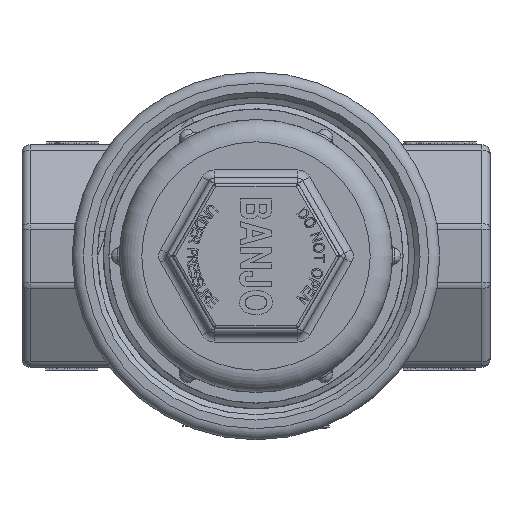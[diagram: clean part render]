
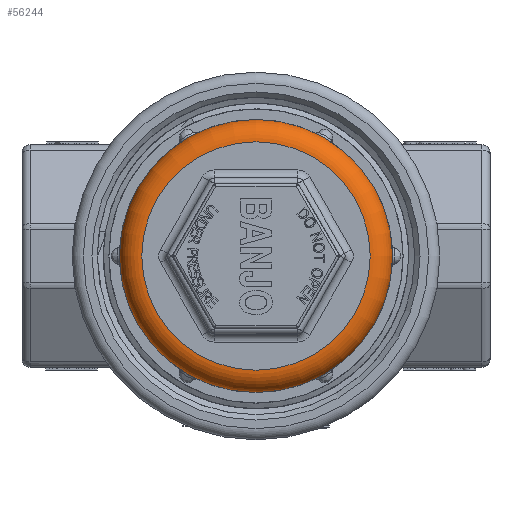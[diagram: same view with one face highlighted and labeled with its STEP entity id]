
A CAD part, front view. The second image highlights one B-rep face of the part: STEP entity #56244.
In plain terms, the highlighted toroidal (fillet/blend) face has major radius 32.544 mm and minor radius 6.35 mm.
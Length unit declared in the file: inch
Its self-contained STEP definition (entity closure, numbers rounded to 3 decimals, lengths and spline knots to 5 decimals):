
#171=TOROIDAL_SURFACE('',#59499,1.28125,0.25);
#4054=CIRCLE('',#59363,1.28125);
#4055=CIRCLE('',#59364,1.28125);
#4117=CIRCLE('',#59471,1.53125);
#4118=CIRCLE('',#59472,1.53125);
#4119=CIRCLE('',#59473,1.53125);
#4133=CIRCLE('',#59500,0.25);
#6299=FACE_OUTER_BOUND('',#9539,.T.);
#9539=EDGE_LOOP('',(#42318,#42319,#42320,#42321,#42322,#42323,#42324));
#23894=VERTEX_POINT('',#86230);
#23895=VERTEX_POINT('',#86231);
#23958=VERTEX_POINT('',#88264);
#23959=VERTEX_POINT('',#88266);
#23960=VERTEX_POINT('',#88268);
#30445=EDGE_CURVE('',#23894,#23895,#4054,.T.);
#30446=EDGE_CURVE('',#23895,#23894,#4055,.T.);
#30567=EDGE_CURVE('',#23958,#23959,#4117,.T.);
#30568=EDGE_CURVE('',#23959,#23960,#4118,.T.);
#30569=EDGE_CURVE('',#23960,#23958,#4119,.T.);
#30620=EDGE_CURVE('',#23959,#23895,#4133,.T.);
#42318=ORIENTED_EDGE('',*,*,#30569,.F.);
#42319=ORIENTED_EDGE('',*,*,#30568,.F.);
#42320=ORIENTED_EDGE('',*,*,#30620,.T.);
#42321=ORIENTED_EDGE('',*,*,#30446,.T.);
#42322=ORIENTED_EDGE('',*,*,#30445,.T.);
#42323=ORIENTED_EDGE('',*,*,#30620,.F.);
#42324=ORIENTED_EDGE('',*,*,#30567,.F.);
#56244=ADVANCED_FACE('',(#6299),#171,.T.);
#59363=AXIS2_PLACEMENT_3D('',#86232,#65651,#65652);
#59364=AXIS2_PLACEMENT_3D('',#86233,#65653,#65654);
#59471=AXIS2_PLACEMENT_3D('',#88267,#65909,#65910);
#59472=AXIS2_PLACEMENT_3D('',#88269,#65911,#65912);
#59473=AXIS2_PLACEMENT_3D('',#88270,#65913,#65914);
#59499=AXIS2_PLACEMENT_3D('',#91171,#65970,#65971);
#59500=AXIS2_PLACEMENT_3D('',#91172,#65972,#65973);
#65651=DIRECTION('center_axis',(0.,1.,0.));
#65652=DIRECTION('ref_axis',(-1.,0.,0.));
#65653=DIRECTION('center_axis',(0.,1.,0.));
#65654=DIRECTION('ref_axis',(-1.,0.,0.));
#65909=DIRECTION('center_axis',(0.,1.,0.));
#65910=DIRECTION('ref_axis',(-1.,0.,0.));
#65911=DIRECTION('center_axis',(0.,1.,0.));
#65912=DIRECTION('ref_axis',(-1.,0.,0.));
#65913=DIRECTION('center_axis',(0.,1.,0.));
#65914=DIRECTION('ref_axis',(-1.,0.,0.));
#65970=DIRECTION('center_axis',(0.,1.,0.));
#65971=DIRECTION('ref_axis',(0.,0.,1.));
#65972=DIRECTION('center_axis',(-1.,0.,0.));
#65973=DIRECTION('ref_axis',(0.,0.,-1.));
#86230=CARTESIAN_POINT('',(-1.28125,-6.785,0.));
#86231=CARTESIAN_POINT('',(0.,-6.785,-1.28125));
#86232=CARTESIAN_POINT('Origin',(0.,-6.785,0.));
#86233=CARTESIAN_POINT('Origin',(0.,-6.785,0.));
#88264=CARTESIAN_POINT('',(1.53125,-6.535,0.));
#88266=CARTESIAN_POINT('',(0.,-6.535,-1.53125));
#88267=CARTESIAN_POINT('Origin',(0.,-6.535,0.));
#88268=CARTESIAN_POINT('',(-1.53125,-6.535,0.));
#88269=CARTESIAN_POINT('Origin',(0.,-6.535,0.));
#88270=CARTESIAN_POINT('Origin',(0.,-6.535,0.));
#91171=CARTESIAN_POINT('Origin',(0.,-6.535,0.));
#91172=CARTESIAN_POINT('Origin',(0.,-6.535,-1.28125));
